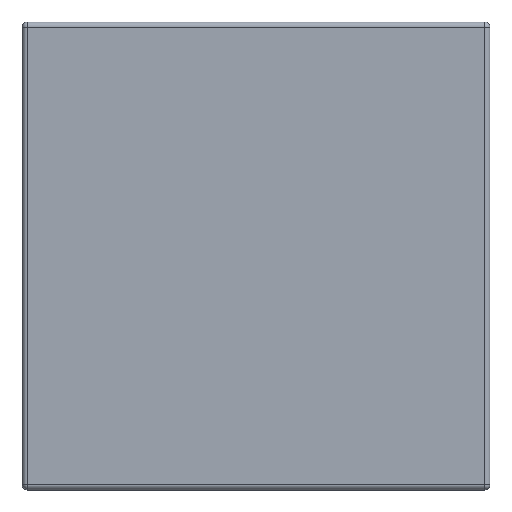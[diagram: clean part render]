
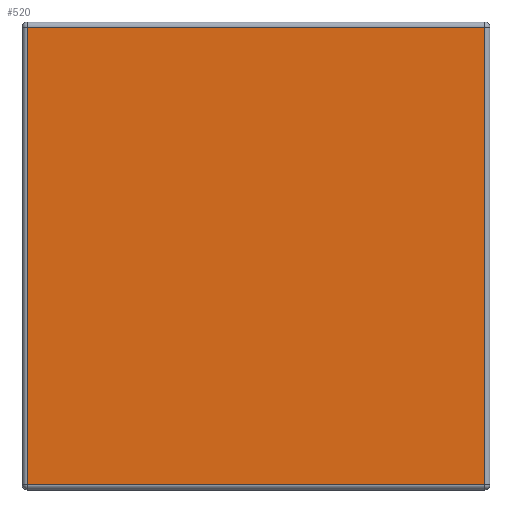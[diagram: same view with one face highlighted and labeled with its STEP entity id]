
A CAD part, top view. The second image highlights one B-rep face of the part: STEP entity #520.
In plain terms, the highlighted planar face has unit normal (0, 0, 1).
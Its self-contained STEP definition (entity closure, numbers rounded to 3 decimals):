
#24=PLANE('',#601);
#52=LINE('',#881,#92);
#54=LINE('',#889,#94);
#56=LINE('',#899,#96);
#58=LINE('',#908,#98);
#92=VECTOR('',#715,10.);
#94=VECTOR('',#723,10.);
#96=VECTOR('',#735,10.);
#98=VECTOR('',#747,10.);
#153=FACE_OUTER_BOUND('',#189,.T.);
#189=EDGE_LOOP('',(#462,#463,#464,#465));
#254=VERTEX_POINT('',#874);
#257=VERTEX_POINT('',#879);
#258=VERTEX_POINT('',#883);
#261=VERTEX_POINT('',#893);
#313=EDGE_CURVE('',#257,#254,#52,.T.);
#317=EDGE_CURVE('',#254,#258,#54,.T.);
#322=EDGE_CURVE('',#258,#261,#56,.T.);
#327=EDGE_CURVE('',#261,#257,#58,.T.);
#462=ORIENTED_EDGE('',*,*,#313,.F.);
#463=ORIENTED_EDGE('',*,*,#327,.F.);
#464=ORIENTED_EDGE('',*,*,#322,.F.);
#465=ORIENTED_EDGE('',*,*,#317,.F.);
#520=ADVANCED_FACE('',(#153),#24,.T.);
#601=AXIS2_PLACEMENT_3D('',#922,#769,#770);
#715=DIRECTION('',(-1.,0.,0.));
#723=DIRECTION('',(0.,1.,0.));
#735=DIRECTION('',(1.,0.,0.));
#747=DIRECTION('',(0.,-1.,0.));
#769=DIRECTION('center_axis',(0.,0.,1.));
#770=DIRECTION('ref_axis',(1.,0.,0.));
#874=CARTESIAN_POINT('',(-44.75,-44.75,23.));
#879=CARTESIAN_POINT('',(44.75,-44.75,23.));
#881=CARTESIAN_POINT('',(-22.875,-44.75,23.));
#883=CARTESIAN_POINT('',(-44.75,44.75,23.));
#889=CARTESIAN_POINT('',(-44.75,22.875,23.));
#893=CARTESIAN_POINT('',(44.75,44.75,23.));
#899=CARTESIAN_POINT('',(22.875,44.75,23.));
#908=CARTESIAN_POINT('',(44.75,-22.875,23.));
#922=CARTESIAN_POINT('Origin',(0.,0.,23.));
